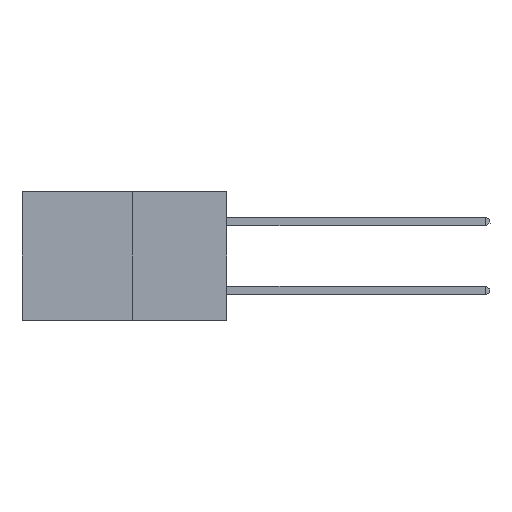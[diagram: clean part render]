
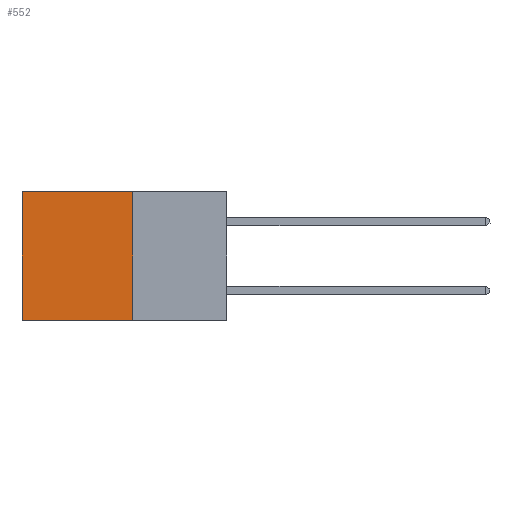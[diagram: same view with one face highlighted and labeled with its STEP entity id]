
A CAD part, left-side view. The second image highlights one B-rep face of the part: STEP entity #552.
In plain terms, the highlighted planar face has unit normal (-1, 0, 0).
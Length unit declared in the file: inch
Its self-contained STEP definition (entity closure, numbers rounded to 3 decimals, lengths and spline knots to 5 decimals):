
#130 = CARTESIAN_POINT ( 'NONE',  ( 0.277, 0.27, 0. ) ) ;
#552 = ADVANCED_FACE ( 'NONE', ( #2203 ), #8827, .F. ) ;
#767 = ORIENTED_EDGE ( 'NONE', *, *, #6165, .T. ) ;
#771 = VECTOR ( 'NONE', #3249, 39.37008 ) ;
#984 = VECTOR ( 'NONE', #3635, 39.37008 ) ;
#997 = VECTOR ( 'NONE', #8823, 39.37008 ) ;
#1244 = CARTESIAN_POINT ( 'NONE',  ( 0.277, 0.59, 0. ) ) ;
#1334 = CARTESIAN_POINT ( 'NONE',  ( 0.277, 0.59, -0.37 ) ) ;
#1410 = DIRECTION ( 'NONE',  ( 0., 0., -1. ) ) ;
#1584 = VERTEX_POINT ( 'NONE', #1244 ) ;
#1813 = CARTESIAN_POINT ( 'NONE',  ( 0.277, 0.27, -0.37 ) ) ;
#2203 = FACE_OUTER_BOUND ( 'NONE', #8531, .T. ) ;
#3051 = DIRECTION ( 'NONE',  ( 1., 0., 0. ) ) ;
#3249 = DIRECTION ( 'NONE',  ( 0., 1., 0. ) ) ;
#3635 = DIRECTION ( 'NONE',  ( 0., 0., -1. ) ) ;
#3669 = CARTESIAN_POINT ( 'NONE',  ( 0.277, 0.27, -0.37 ) ) ;
#3781 = ORIENTED_EDGE ( 'NONE', *, *, #7339, .T. ) ;
#3903 = AXIS2_PLACEMENT_3D ( 'NONE', #1813, #3051, #9304 ) ;
#4061 = VERTEX_POINT ( 'NONE', #9007 ) ;
#4369 = CARTESIAN_POINT ( 'NONE',  ( 0.277, 0.27, -0.37 ) ) ;
#5057 = LINE ( 'NONE', #8178, #997 ) ;
#5087 = LINE ( 'NONE', #130, #771 ) ;
#5316 = ORIENTED_EDGE ( 'NONE', *, *, #8615, .F. ) ;
#5599 = CARTESIAN_POINT ( 'NONE',  ( 0.277, 0.27, 0. ) ) ;
#5841 = VERTEX_POINT ( 'NONE', #5599 ) ;
#6147 = VERTEX_POINT ( 'NONE', #4369 ) ;
#6165 = EDGE_CURVE ( 'NONE', #1584, #4061, #8692, .T. ) ;
#7255 = LINE ( 'NONE', #3669, #8810 ) ;
#7339 = EDGE_CURVE ( 'NONE', #5841, #1584, #5087, .T. ) ;
#8178 = CARTESIAN_POINT ( 'NONE',  ( 0.277, 0.27, -0.37 ) ) ;
#8525 = ORIENTED_EDGE ( 'NONE', *, *, #8899, .F. ) ;
#8531 = EDGE_LOOP ( 'NONE', ( #767, #8525, #5316, #3781 ) ) ;
#8615 = EDGE_CURVE ( 'NONE', #5841, #6147, #7255, .T. ) ;
#8692 = LINE ( 'NONE', #1334, #984 ) ;
#8810 = VECTOR ( 'NONE', #1410, 39.37008 ) ;
#8823 = DIRECTION ( 'NONE',  ( 0., 1., 0. ) ) ;
#8827 = PLANE ( 'NONE',  #3903 ) ;
#8899 = EDGE_CURVE ( 'NONE', #6147, #4061, #5057, .T. ) ;
#9007 = CARTESIAN_POINT ( 'NONE',  ( 0.277, 0.59, -0.37 ) ) ;
#9304 = DIRECTION ( 'NONE',  ( 0., 0., -1. ) ) ;
